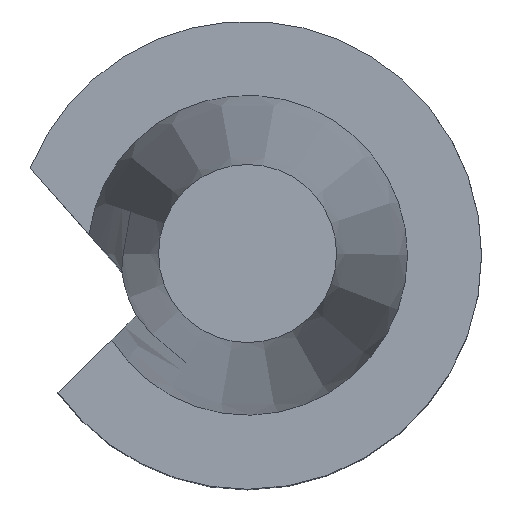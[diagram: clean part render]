
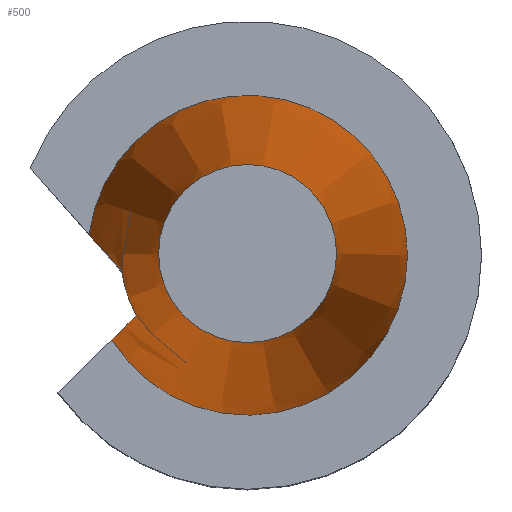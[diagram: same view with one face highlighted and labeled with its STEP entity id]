
A CAD part, top view. The second image highlights one B-rep face of the part: STEP entity #500.
In plain terms, the highlighted conical face has half-angle 4.083 degrees and reference radius 8.181 mm.
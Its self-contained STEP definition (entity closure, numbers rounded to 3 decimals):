
#33 = PLANE('',#34);
#34 = AXIS2_PLACEMENT_3D('',#35,#36,#37);
#35 = CARTESIAN_POINT('',(26.266,11.972,
    20.191));
#36 = DIRECTION('',(0.,0.,1.));
#37 = DIRECTION('',(1.,0.,-0.));
#126 = VERTEX_POINT('',#127);
#127 = CARTESIAN_POINT('',(18.154,13.033,20.191
    ));
#140 = PLANE('',#141);
#141 = AXIS2_PLACEMENT_3D('',#142,#143,#144);
#142 = CARTESIAN_POINT('',(10.584,21.632,0.));
#143 = DIRECTION('',(0.751,0.661,-0.));
#144 = DIRECTION('',(0.661,-0.751,0.));
#151 = EDGE_CURVE('',#152,#126,#154,.T.);
#152 = VERTEX_POINT('',#153);
#153 = CARTESIAN_POINT('',(34.447,11.972,
    20.191));
#154 = SURFACE_CURVE('',#155,(#160,#167),.PCURVE_S1.);
#155 = CIRCLE('',#156,8.181);
#156 = AXIS2_PLACEMENT_3D('',#157,#158,#159);
#157 = CARTESIAN_POINT('',(26.266,11.972,
    20.191));
#158 = DIRECTION('',(0.,0.,1.));
#159 = DIRECTION('',(1.,0.,-0.));
#160 = PCURVE('',#33,#161);
#161 = DEFINITIONAL_REPRESENTATION('',(#162),#166);
#162 = CIRCLE('',#163,8.181);
#163 = AXIS2_PLACEMENT_2D('',#164,#165);
#164 = CARTESIAN_POINT('',(0.,0.));
#165 = DIRECTION('',(1.,0.));
#166 = ( GEOMETRIC_REPRESENTATION_CONTEXT(2) 
PARAMETRIC_REPRESENTATION_CONTEXT() REPRESENTATION_CONTEXT('2D SPACE',''
  ) );
#167 = PCURVE('',#168,#173);
#168 = CONICAL_SURFACE('',#169,8.181,0.071);
#169 = AXIS2_PLACEMENT_3D('',#170,#171,#172);
#170 = CARTESIAN_POINT('',(26.266,11.972,
    20.191));
#171 = DIRECTION('',(-0.,-0.,-1.));
#172 = DIRECTION('',(1.,0.,-0.));
#173 = DEFINITIONAL_REPRESENTATION('',(#174),#178);
#174 = LINE('',#175,#176);
#175 = CARTESIAN_POINT('',(-0.,-0.));
#176 = VECTOR('',#177,1.);
#177 = DIRECTION('',(-1.,-0.));
#178 = ( GEOMETRIC_REPRESENTATION_CONTEXT(2) 
PARAMETRIC_REPRESENTATION_CONTEXT() REPRESENTATION_CONTEXT('2D SPACE',''
  ) );
#180 = EDGE_CURVE('',#181,#152,#183,.T.);
#181 = VERTEX_POINT('',#182);
#182 = CARTESIAN_POINT('',(19.328,7.637,
    20.191));
#183 = SURFACE_CURVE('',#184,(#189,#196),.PCURVE_S1.);
#184 = CIRCLE('',#185,8.181);
#185 = AXIS2_PLACEMENT_3D('',#186,#187,#188);
#186 = CARTESIAN_POINT('',(26.266,11.972,
    20.191));
#187 = DIRECTION('',(0.,0.,1.));
#188 = DIRECTION('',(1.,0.,-0.));
#189 = PCURVE('',#33,#190);
#190 = DEFINITIONAL_REPRESENTATION('',(#191),#195);
#191 = CIRCLE('',#192,8.181);
#192 = AXIS2_PLACEMENT_2D('',#193,#194);
#193 = CARTESIAN_POINT('',(0.,0.));
#194 = DIRECTION('',(1.,0.));
#195 = ( GEOMETRIC_REPRESENTATION_CONTEXT(2) 
PARAMETRIC_REPRESENTATION_CONTEXT() REPRESENTATION_CONTEXT('2D SPACE',''
  ) );
#196 = PCURVE('',#168,#197);
#197 = DEFINITIONAL_REPRESENTATION('',(#198),#202);
#198 = LINE('',#199,#200);
#199 = CARTESIAN_POINT('',(-0.,-0.));
#200 = VECTOR('',#201,1.);
#201 = DIRECTION('',(-1.,-0.));
#202 = ( GEOMETRIC_REPRESENTATION_CONTEXT(2) 
PARAMETRIC_REPRESENTATION_CONTEXT() REPRESENTATION_CONTEXT('2D SPACE',''
  ) );
#219 = PLANE('',#220);
#220 = AXIS2_PLACEMENT_3D('',#221,#222,#223);
#221 = CARTESIAN_POINT('',(21.255,9.51,0.));
#222 = DIRECTION('',(0.697,-0.717,0.));
#223 = DIRECTION('',(-0.717,-0.697,0.));
#446 = VERTEX_POINT('',#447);
#447 = CARTESIAN_POINT('',(20.575,8.849,43.85
    ));
#461 = PLANE('',#462);
#462 = AXIS2_PLACEMENT_3D('',#463,#464,#465);
#463 = CARTESIAN_POINT('',(8.111,10.68,43.85
    ));
#464 = DIRECTION('',(-0.,-0.,-1.));
#465 = DIRECTION('',(-1.,0.,0.));
#473 = EDGE_CURVE('',#181,#446,#474,.T.);
#474 = SURFACE_CURVE('',#475,(#480,#487),.PCURVE_S1.);
#475 = HYPERBOLA('',#476,24.212,1.728);
#476 = AXIS2_PLACEMENT_3D('',#477,#478,#479);
#477 = CARTESIAN_POINT('',(25.061,13.211,
    134.805));
#478 = DIRECTION('',(0.697,-0.717,0.));
#479 = DIRECTION('',(0.,-0.,-1.));
#480 = PCURVE('',#219,#481);
#481 = DEFINITIONAL_REPRESENTATION('',(#482),#486);
#482 = ( BOUNDED_CURVE() B_SPLINE_CURVE(2,(#483,#484,#485),
.UNSPECIFIED.,.F.,.F.) B_SPLINE_CURVE_WITH_KNOTS((3,3),(-2.237,
-1.947),.PIECEWISE_BEZIER_KNOTS.) CURVE() 
GEOMETRIC_REPRESENTATION_ITEM() RATIONAL_B_SPLINE_CURVE((1.,
1.01,1.)) REPRESENTATION_ITEM('') );
#483 = CARTESIAN_POINT('',(2.687,-20.191));
#484 = CARTESIAN_POINT('',(1.512,-36.29));
#485 = CARTESIAN_POINT('',(0.624,-48.235));
#486 = ( GEOMETRIC_REPRESENTATION_CONTEXT(2) 
PARAMETRIC_REPRESENTATION_CONTEXT() REPRESENTATION_CONTEXT('2D SPACE',''
  ) );
#487 = PCURVE('',#168,#488);
#488 = DEFINITIONAL_REPRESENTATION('',(#489),#497);
#489 = B_SPLINE_CURVE_WITH_KNOTS('',6,(#490,#491,#492,#493,#494,#495,
    #496),.UNSPECIFIED.,.F.,.F.,(7,7),(-2.237,-1.947),
  .PIECEWISE_BEZIER_KNOTS.);
#490 = CARTESIAN_POINT('',(-3.7,0.));
#491 = CARTESIAN_POINT('',(-3.69,-5.404));
#492 = CARTESIAN_POINT('',(-3.679,-10.488));
#493 = CARTESIAN_POINT('',(-3.668,-15.274));
#494 = CARTESIAN_POINT('',(-3.656,-19.784));
#495 = CARTESIAN_POINT('',(-3.643,-24.035));
#496 = CARTESIAN_POINT('',(-3.63,-28.044));
#497 = ( GEOMETRIC_REPRESENTATION_CONTEXT(2) 
PARAMETRIC_REPRESENTATION_CONTEXT() REPRESENTATION_CONTEXT('2D SPACE',''
  ) );
#500 = ADVANCED_FACE('',(#501),#168,.T.);
#501 = FACE_BOUND('',#502,.T.);
#502 = EDGE_LOOP('',(#503,#526,#553,#554,#555,#583,#609,#610));
#503 = ORIENTED_EDGE('',*,*,#504,.T.);
#504 = EDGE_CURVE('',#152,#505,#507,.T.);
#505 = VERTEX_POINT('',#506);
#506 = CARTESIAN_POINT('',(30.82,11.972,
    71.01));
#507 = SEAM_CURVE('',#508,(#512,#519),.PCURVE_S1.);
#508 = LINE('',#509,#510);
#509 = CARTESIAN_POINT('',(34.447,11.972,
    20.191));
#510 = VECTOR('',#511,1.);
#511 = DIRECTION('',(-0.071,0.,
    0.997));
#512 = PCURVE('',#168,#513);
#513 = DEFINITIONAL_REPRESENTATION('',(#514),#518);
#514 = LINE('',#515,#516);
#515 = CARTESIAN_POINT('',(-6.283,0.));
#516 = VECTOR('',#517,1.);
#517 = DIRECTION('',(-0.,-1.));
#518 = ( GEOMETRIC_REPRESENTATION_CONTEXT(2) 
PARAMETRIC_REPRESENTATION_CONTEXT() REPRESENTATION_CONTEXT('2D SPACE',''
  ) );
#519 = PCURVE('',#168,#520);
#520 = DEFINITIONAL_REPRESENTATION('',(#521),#525);
#521 = LINE('',#522,#523);
#522 = CARTESIAN_POINT('',(0.,-0.));
#523 = VECTOR('',#524,1.);
#524 = DIRECTION('',(-0.,-1.));
#525 = ( GEOMETRIC_REPRESENTATION_CONTEXT(2) 
PARAMETRIC_REPRESENTATION_CONTEXT() REPRESENTATION_CONTEXT('2D SPACE',''
  ) );
#526 = ORIENTED_EDGE('',*,*,#527,.F.);
#527 = EDGE_CURVE('',#505,#505,#528,.T.);
#528 = SURFACE_CURVE('',#529,(#534,#541),.PCURVE_S1.);
#529 = CIRCLE('',#530,4.554);
#530 = AXIS2_PLACEMENT_3D('',#531,#532,#533);
#531 = CARTESIAN_POINT('',(26.266,11.972,
    71.01));
#532 = DIRECTION('',(0.,0.,1.));
#533 = DIRECTION('',(1.,0.,-0.));
#534 = PCURVE('',#168,#535);
#535 = DEFINITIONAL_REPRESENTATION('',(#536),#540);
#536 = LINE('',#537,#538);
#537 = CARTESIAN_POINT('',(-0.,-50.82));
#538 = VECTOR('',#539,1.);
#539 = DIRECTION('',(-1.,-0.));
#540 = ( GEOMETRIC_REPRESENTATION_CONTEXT(2) 
PARAMETRIC_REPRESENTATION_CONTEXT() REPRESENTATION_CONTEXT('2D SPACE',''
  ) );
#541 = PCURVE('',#542,#547);
#542 = PLANE('',#543);
#543 = AXIS2_PLACEMENT_3D('',#544,#545,#546);
#544 = CARTESIAN_POINT('',(26.266,11.972,
    71.01));
#545 = DIRECTION('',(0.,0.,1.));
#546 = DIRECTION('',(1.,0.,-0.));
#547 = DEFINITIONAL_REPRESENTATION('',(#548),#552);
#548 = CIRCLE('',#549,4.554);
#549 = AXIS2_PLACEMENT_2D('',#550,#551);
#550 = CARTESIAN_POINT('',(0.,0.));
#551 = DIRECTION('',(1.,0.));
#552 = ( GEOMETRIC_REPRESENTATION_CONTEXT(2) 
PARAMETRIC_REPRESENTATION_CONTEXT() REPRESENTATION_CONTEXT('2D SPACE',''
  ) );
#553 = ORIENTED_EDGE('',*,*,#504,.F.);
#554 = ORIENTED_EDGE('',*,*,#151,.T.);
#555 = ORIENTED_EDGE('',*,*,#556,.F.);
#556 = EDGE_CURVE('',#557,#126,#559,.T.);
#557 = VERTEX_POINT('',#558);
#558 = CARTESIAN_POINT('',(19.829,11.13,43.85)
  );
#559 = SURFACE_CURVE('',#560,(#565,#576),.PCURVE_S1.);
#560 = HYPERBOLA('',#561,75.488,5.388);
#561 = AXIS2_PLACEMENT_3D('',#562,#563,#564);
#562 = CARTESIAN_POINT('',(22.222,8.412,
    134.805));
#563 = DIRECTION('',(0.751,0.661,0.));
#564 = DIRECTION('',(0.,-0.,-1.));
#565 = PCURVE('',#168,#566);
#566 = DEFINITIONAL_REPRESENTATION('',(#567),#575);
#567 = B_SPLINE_CURVE_WITH_KNOTS('',6,(#568,#569,#570,#571,#572,#573,
    #574),.UNSPECIFIED.,.F.,.F.,(7,7),(0.535,0.979),
  .PIECEWISE_BEZIER_KNOTS.);
#568 = CARTESIAN_POINT('',(-3.352,-28.044));
#569 = CARTESIAN_POINT('',(-3.287,-24.914));
#570 = CARTESIAN_POINT('',(-3.226,-21.217));
#571 = CARTESIAN_POINT('',(-3.167,-16.922));
#572 = CARTESIAN_POINT('',(-3.112,-11.99));
#573 = CARTESIAN_POINT('',(-3.06,-6.37));
#574 = CARTESIAN_POINT('',(-3.012,0.));
#575 = ( GEOMETRIC_REPRESENTATION_CONTEXT(2) 
PARAMETRIC_REPRESENTATION_CONTEXT() REPRESENTATION_CONTEXT('2D SPACE',''
  ) );
#576 = PCURVE('',#140,#577);
#577 = DEFINITIONAL_REPRESENTATION('',(#578),#582);
#578 = ( BOUNDED_CURVE() B_SPLINE_CURVE(2,(#579,#580,#581),
.UNSPECIFIED.,.F.,.F.) B_SPLINE_CURVE_WITH_KNOTS((3,3),(0.535,
0.979),.PIECEWISE_BEZIER_KNOTS.) CURVE() 
GEOMETRIC_REPRESENTATION_ITEM() RATIONAL_B_SPLINE_CURVE((1.,
1.025,1.)) REPRESENTATION_ITEM('') );
#579 = CARTESIAN_POINT('',(14.587,-48.235));
#580 = CARTESIAN_POINT('',(13.24,-38.995));
#581 = CARTESIAN_POINT('',(11.456,-20.191));
#582 = ( GEOMETRIC_REPRESENTATION_CONTEXT(2) 
PARAMETRIC_REPRESENTATION_CONTEXT() REPRESENTATION_CONTEXT('2D SPACE',''
  ) );
#583 = ORIENTED_EDGE('',*,*,#584,.T.);
#584 = EDGE_CURVE('',#557,#446,#585,.T.);
#585 = SURFACE_CURVE('',#586,(#591,#598),.PCURVE_S1.);
#586 = CIRCLE('',#587,6.492);
#587 = AXIS2_PLACEMENT_3D('',#588,#589,#590);
#588 = CARTESIAN_POINT('',(26.266,11.972,
    43.85));
#589 = DIRECTION('',(0.,0.,1.));
#590 = DIRECTION('',(1.,0.,-0.));
#591 = PCURVE('',#168,#592);
#592 = DEFINITIONAL_REPRESENTATION('',(#593),#597);
#593 = LINE('',#594,#595);
#594 = CARTESIAN_POINT('',(-0.,-23.659));
#595 = VECTOR('',#596,1.);
#596 = DIRECTION('',(-1.,-0.));
#597 = ( GEOMETRIC_REPRESENTATION_CONTEXT(2) 
PARAMETRIC_REPRESENTATION_CONTEXT() REPRESENTATION_CONTEXT('2D SPACE',''
  ) );
#598 = PCURVE('',#461,#599);
#599 = DEFINITIONAL_REPRESENTATION('',(#600),#608);
#600 = ( BOUNDED_CURVE() B_SPLINE_CURVE(2,(#601,#602,#603,#604,#605,#606
,#607),.UNSPECIFIED.,.T.,.F.) B_SPLINE_CURVE_WITH_KNOTS((1,2,2,2,2,1),(
    -2.094,0.,2.094,4.189,6.283,
8.378),.UNSPECIFIED.) CURVE() GEOMETRIC_REPRESENTATION_ITEM() 
RATIONAL_B_SPLINE_CURVE((1.,0.5,1.,0.5,1.,0.5,1.)) REPRESENTATION_ITEM(
  '') );
#601 = CARTESIAN_POINT('',(-24.648,1.292));
#602 = CARTESIAN_POINT('',(-24.648,12.537));
#603 = CARTESIAN_POINT('',(-14.909,6.914));
#604 = CARTESIAN_POINT('',(-5.171,1.292));
#605 = CARTESIAN_POINT('',(-14.909,-4.331));
#606 = CARTESIAN_POINT('',(-24.648,-9.953));
#607 = CARTESIAN_POINT('',(-24.648,1.292));
#608 = ( GEOMETRIC_REPRESENTATION_CONTEXT(2) 
PARAMETRIC_REPRESENTATION_CONTEXT() REPRESENTATION_CONTEXT('2D SPACE',''
  ) );
#609 = ORIENTED_EDGE('',*,*,#473,.F.);
#610 = ORIENTED_EDGE('',*,*,#180,.T.);
